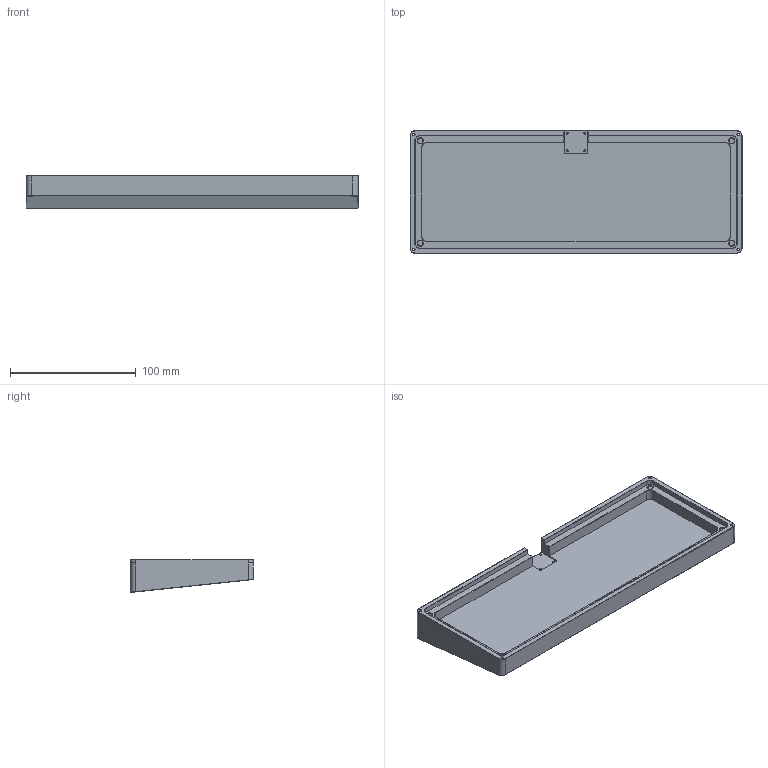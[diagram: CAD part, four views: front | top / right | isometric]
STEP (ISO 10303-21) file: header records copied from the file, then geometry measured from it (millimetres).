
FILE_DESCRIPTION(('FreeCAD Model'),'2;1');
FILE_NAME('Open CASCADE Shape Model','2024-10-19T01:46:18',(''),(''), 'Open CASCADE STEP processor 7.7','Ondsel','Unknown');
FILE_SCHEMA(('AUTOMOTIVE_DESIGN { 1 0 10303 214 1 1 1 1 }'));
Length unit declared in the file: millimetre
Products named in the file (1): Case
Bounding box: 264.3 x 97.6 x 26.12 mm (x, y, z)
Volume: 273119.7 mm3; surface area: 75786.8 mm2
Topology: 1 solids, 1 shells, 120 faces, 270 edges, 160 vertices
Faces by surface type: plane 66, cylinder 30, cone 20, bspline 4
Full cylindrical faces by diameter (mm): 1.6 x4, 2 x4, 4 x4, 4.5 x4
Entity records: 3393 total; most frequent: CARTESIAN_POINT 690, DIRECTION 561, ORIENTED_EDGE 532, EDGE_CURVE 266, AXIS2_PLACEMENT_3D 189, LINE 183, VECTOR 183, VERTEX_POINT 160
